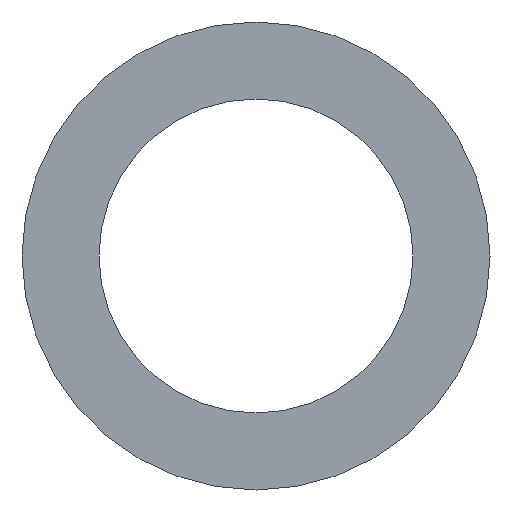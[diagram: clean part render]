
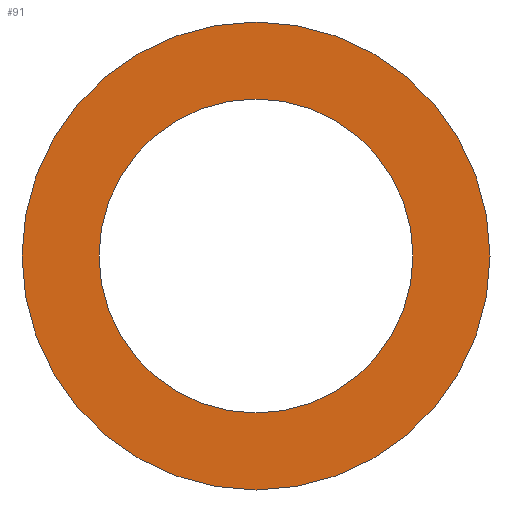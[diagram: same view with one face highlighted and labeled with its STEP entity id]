
A CAD part, front view. The second image highlights one B-rep face of the part: STEP entity #91.
In plain terms, the highlighted planar face has unit normal (0, -1, 0).
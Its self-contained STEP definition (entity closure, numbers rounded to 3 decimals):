
#2=CARTESIAN_POINT('',(0.,0.,0.));
#3=DIRECTION('',(0.,-1.,0.));
#4=DIRECTION('',(1.,0.,0.));
#5=AXIS2_PLACEMENT_3D('',#2,#3,#4);
#7=CARTESIAN_POINT('',(0.,0.,0.));
#8=DIRECTION('',(0.,-1.,0.));
#9=DIRECTION('',(-1.,0.,0.));
#10=AXIS2_PLACEMENT_3D('',#7,#8,#9);
#12=CARTESIAN_POINT('',(0.,0.,0.));
#13=DIRECTION('',(0.,1.,0.));
#14=DIRECTION('',(1.,0.,0.));
#15=AXIS2_PLACEMENT_3D('',#12,#13,#14);
#17=CARTESIAN_POINT('',(0.,0.,0.));
#18=DIRECTION('',(0.,1.,0.));
#19=DIRECTION('',(-1.,0.,0.));
#20=AXIS2_PLACEMENT_3D('',#17,#18,#19);
#58=CARTESIAN_POINT('',(4.025,0.,0.));
#59=CARTESIAN_POINT('',(-4.025,0.,0.));
#60=VERTEX_POINT('',#58);
#61=VERTEX_POINT('',#59);
#62=CARTESIAN_POINT('',(6.,0.,0.));
#63=CARTESIAN_POINT('',(-6.,0.,0.));
#64=VERTEX_POINT('',#62);
#65=VERTEX_POINT('',#63);
#74=CARTESIAN_POINT('',(0.,0.,0.));
#75=DIRECTION('',(0.,1.,0.));
#76=DIRECTION('',(1.,0.,0.));
#77=AXIS2_PLACEMENT_3D('',#74,#75,#76);
#78=PLANE('',#77);
#80=ORIENTED_EDGE('',*,*,#79,.T.);
#82=ORIENTED_EDGE('',*,*,#81,.T.);
#83=EDGE_LOOP('',(#80,#82));
#84=FACE_OUTER_BOUND('',#83,.F.);
#86=ORIENTED_EDGE('',*,*,#85,.T.);
#88=ORIENTED_EDGE('',*,*,#87,.T.);
#89=EDGE_LOOP('',(#86,#88));
#90=FACE_BOUND('',#89,.F.);
#91=ADVANCED_FACE('',(#84,#90),#78,.F.);
#6=CIRCLE('',#5,4.025);
#11=CIRCLE('',#10,4.025);
#16=CIRCLE('',#15,6.);
#21=CIRCLE('',#20,6.);
#79=EDGE_CURVE('',#64,#65,#16,.T.);
#81=EDGE_CURVE('',#65,#64,#21,.T.);
#85=EDGE_CURVE('',#60,#61,#6,.T.);
#87=EDGE_CURVE('',#61,#60,#11,.T.);
